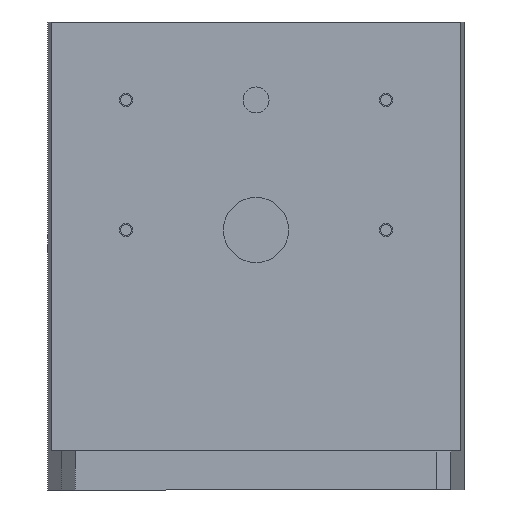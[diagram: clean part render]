
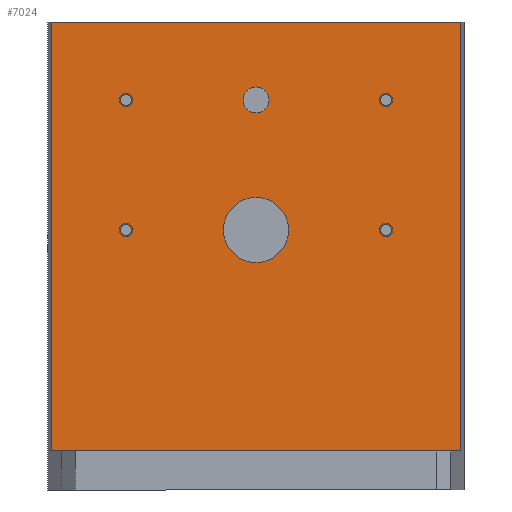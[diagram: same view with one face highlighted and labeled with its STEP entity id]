
A CAD part, front view. The second image highlights one B-rep face of the part: STEP entity #7024.
In plain terms, the highlighted planar face has unit normal (0, -1, 0).
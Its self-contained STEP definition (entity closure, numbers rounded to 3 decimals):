
#5062=VERTEX_POINT('',#14156);
#5200=EDGE_CURVE('',#8990,#7430,#14307,.T.);
#5214=VERTEX_POINT('',#14324);
#5784=VERTEX_POINT('',#14977);
#5822=EDGE_CURVE('',#11518,#8996,#15021,.T.);
#5872=EDGE_CURVE('',#5784,#11018,#15078,.T.);
#6134=EDGE_CURVE('',#8996,#11518,#15375,.T.);
#6252=VERTEX_POINT('',#15507);
#7024=ADVANCED_FACE('',(#16385,#16386,#16387,#16388,#16389,#16390,#16391),#16392,.T.);
#7158=EDGE_CURVE('',#13404,#11102,#16540,.T.);
#7430=VERTEX_POINT('',#16846);
#7792=VERTEX_POINT('',#17246);
#8804=VERTEX_POINT('',#18394);
#8990=VERTEX_POINT('',#18607);
#8996=VERTEX_POINT('',#18613);
#9184=VERTEX_POINT('',#18819);
#9378=EDGE_CURVE('',#9992,#9184,#19044,.T.);
#9790=EDGE_CURVE('',#5214,#8804,#19502,.T.);
#9992=VERTEX_POINT('',#19731);
#10466=EDGE_CURVE('',#11572,#7792,#20269,.T.);
#10678=EDGE_CURVE('',#7792,#11572,#20507,.T.);
#11018=VERTEX_POINT('',#20886);
#11102=VERTEX_POINT('',#20983);
#11256=EDGE_CURVE('',#5062,#6252,#21148,.T.);
#11518=VERTEX_POINT('',#21437);
#11572=VERTEX_POINT('',#21496);
#11892=EDGE_CURVE('',#8804,#5214,#21852,.T.);
#12248=EDGE_CURVE('',#11018,#5784,#22263,.T.);
#12648=EDGE_CURVE('',#6252,#5062,#22718,.T.);
#13136=EDGE_CURVE('',#9992,#7430,#23269,.T.);
#13186=EDGE_CURVE('',#11102,#13404,#23323,.T.);
#13324=EDGE_CURVE('',#9184,#8990,#23479,.T.);
#13404=VERTEX_POINT('',#23570);
#14156=CARTESIAN_POINT('',(100.,-30.,304.188));
#14307=LINE('',#24715,#24716);
#14324=CARTESIAN_POINT('',(-100.0,-30.,204.188));
#14977=CARTESIAN_POINT('',(0.,-30.,290.0));
#15021=CIRCLE('',#25625,4.188);
#15078=CIRCLE('',#25703,10.);
#15375=CIRCLE('',#26087,4.188);
#15507=CARTESIAN_POINT('',(100.,-30.0,295.812));
#16385=FACE_BOUND('',#27369,.T.);
#16386=FACE_BOUND('',#27370,.T.);
#16387=FACE_BOUND('',#27371,.T.);
#16388=FACE_BOUND('',#27372,.T.);
#16389=FACE_BOUND('',#27373,.T.);
#16390=FACE_BOUND('',#27374,.T.);
#16391=FACE_OUTER_BOUND('',#27375,.T.);
#16392=PLANE('',#27376);
#16540=CIRCLE('',#27574,25.0);
#16846=CARTESIAN_POINT('',(157.375,-30.,360.0));
#17246=CARTESIAN_POINT('',(100.,-30.0,195.812));
#18394=CARTESIAN_POINT('',(-100.0,-30.0,195.812));
#18607=CARTESIAN_POINT('',(157.375,-30.,30.0));
#18613=CARTESIAN_POINT('',(-100.0,-30.0,295.812));
#18819=CARTESIAN_POINT('',(-157.375,-30.0,30.0));
#19044=LINE('',#30812,#30813);
#19502=CIRCLE('',#31400,4.188);
#19731=CARTESIAN_POINT('',(-157.375,-30.0,360.0));
#20269=CIRCLE('',#32403,4.188);
#20507=CIRCLE('',#32711,4.188);
#20886=CARTESIAN_POINT('',(0.,-30.,310.0));
#20983=CARTESIAN_POINT('',(0.,-30.0,225.0));
#21148=CIRCLE('',#33535,4.188);
#21437=CARTESIAN_POINT('',(-100.0,-30.,304.188));
#21496=CARTESIAN_POINT('',(100.,-30.,204.188));
#21852=CIRCLE('',#34448,4.188);
#22263=CIRCLE('',#34968,10.);
#22718=CIRCLE('',#35554,4.188);
#23269=LINE('',#36261,#36262);
#23323=CIRCLE('',#36334,25.0);
#23479=LINE('',#36531,#36532);
#23570=CARTESIAN_POINT('',(0.,-30.,175.0));
#24715=CARTESIAN_POINT('',(157.375,-30.,15.0));
#24716=VECTOR('',#37789,1.0);
#25625=AXIS2_PLACEMENT_3D('',#38838,#38839,#38840);
#25703=AXIS2_PLACEMENT_3D('',#38922,#38923,#38924);
#26087=AXIS2_PLACEMENT_3D('',#39356,#39357,#39358);
#27369=EDGE_LOOP('',(#40827,#40828));
#27370=EDGE_LOOP('',(#40829,#40830));
#27371=EDGE_LOOP('',(#40831,#40832));
#27372=EDGE_LOOP('',(#40833,#40834));
#27373=EDGE_LOOP('',(#40835,#40836));
#27374=EDGE_LOOP('',(#40837,#40838));
#27375=EDGE_LOOP('',(#40839,#40840,#40841,#40842));
#27376=AXIS2_PLACEMENT_3D('',#40843,#40844,#40845);
#27574=AXIS2_PLACEMENT_3D('',#41045,#41046,#41047);
#30812=CARTESIAN_POINT('',(-157.375,-30.,15.0));
#30813=VECTOR('',#44576,1.0);
#31400=AXIS2_PLACEMENT_3D('',#45194,#45195,#45196);
#32403=AXIS2_PLACEMENT_3D('',#46341,#46342,#46343);
#32711=AXIS2_PLACEMENT_3D('',#46659,#46660,#46661);
#33535=AXIS2_PLACEMENT_3D('',#47492,#47493,#47494);
#34448=AXIS2_PLACEMENT_3D('',#48393,#48394,#48395);
#34968=AXIS2_PLACEMENT_3D('',#49038,#49039,#49040);
#35554=AXIS2_PLACEMENT_3D('',#49704,#49705,#49706);
#36261=CARTESIAN_POINT('',(0.,-30.,360.0));
#36262=VECTOR('',#50501,1.0);
#36334=AXIS2_PLACEMENT_3D('',#50565,#50566,#50567);
#36531=CARTESIAN_POINT('',(0.,-30.,30.0));
#36532=VECTOR('',#50795,1.0);
#37789=DIRECTION('',(0.,0.,1.0));
#38838=CARTESIAN_POINT('',(-100.0,-30.,300.0));
#38839=DIRECTION('',(0.,1.0,0.0));
#38840=DIRECTION('',(0.,0.,-1.0));
#38922=CARTESIAN_POINT('',(0.,-30.,300.0));
#38923=DIRECTION('',(0.,1.0,0.));
#38924=DIRECTION('',(0.,0.,1.0));
#39356=CARTESIAN_POINT('',(-100.0,-30.,300.0));
#39357=DIRECTION('',(0.,1.0,0.0));
#39358=DIRECTION('',(0.,0.,-1.0));
#40827=ORIENTED_EDGE('',*,*,#12248,.T.);
#40828=ORIENTED_EDGE('',*,*,#5872,.T.);
#40829=ORIENTED_EDGE('',*,*,#13186,.T.);
#40830=ORIENTED_EDGE('',*,*,#7158,.T.);
#40831=ORIENTED_EDGE('',*,*,#6134,.T.);
#40832=ORIENTED_EDGE('',*,*,#5822,.T.);
#40833=ORIENTED_EDGE('',*,*,#12648,.T.);
#40834=ORIENTED_EDGE('',*,*,#11256,.T.);
#40835=ORIENTED_EDGE('',*,*,#11892,.T.);
#40836=ORIENTED_EDGE('',*,*,#9790,.T.);
#40837=ORIENTED_EDGE('',*,*,#10678,.T.);
#40838=ORIENTED_EDGE('',*,*,#10466,.T.);
#40839=ORIENTED_EDGE('',*,*,#5200,.T.);
#40840=ORIENTED_EDGE('',*,*,#13136,.F.);
#40841=ORIENTED_EDGE('',*,*,#9378,.T.);
#40842=ORIENTED_EDGE('',*,*,#13324,.T.);
#40843=CARTESIAN_POINT('',(0.,-30.,30.0));
#40844=DIRECTION('',(0.,-1.0,0.0));
#40845=DIRECTION('',(1.0,0.,0.));
#41045=CARTESIAN_POINT('',(0.,-30.,200.0));
#41046=DIRECTION('',(0.,1.0,0.));
#41047=DIRECTION('',(0.,0.,1.0));
#44576=DIRECTION('',(0.,0.,-1.0));
#45194=CARTESIAN_POINT('',(-100.0,-30.,200.0));
#45195=DIRECTION('',(0.,1.0,0.0));
#45196=DIRECTION('',(0.,0.,-1.0));
#46341=CARTESIAN_POINT('',(100.,-30.,200.0));
#46342=DIRECTION('',(0.,1.0,0.0));
#46343=DIRECTION('',(0.,0.,-1.0));
#46659=CARTESIAN_POINT('',(100.,-30.,200.0));
#46660=DIRECTION('',(0.,1.0,0.0));
#46661=DIRECTION('',(0.,0.,-1.0));
#47492=CARTESIAN_POINT('',(100.,-30.,300.0));
#47493=DIRECTION('',(0.,1.0,0.0));
#47494=DIRECTION('',(0.,0.,-1.0));
#48393=CARTESIAN_POINT('',(-100.0,-30.,200.0));
#48394=DIRECTION('',(0.,1.0,0.0));
#48395=DIRECTION('',(0.,0.,-1.0));
#49038=CARTESIAN_POINT('',(0.,-30.,300.0));
#49039=DIRECTION('',(0.,1.0,0.));
#49040=DIRECTION('',(0.,0.,1.0));
#49704=CARTESIAN_POINT('',(100.,-30.,300.0));
#49705=DIRECTION('',(0.,1.0,0.0));
#49706=DIRECTION('',(0.,0.,-1.0));
#50501=DIRECTION('',(1.0,0.,0.));
#50565=CARTESIAN_POINT('',(0.,-30.,200.0));
#50566=DIRECTION('',(0.,1.0,0.));
#50567=DIRECTION('',(0.,0.,1.0));
#50795=DIRECTION('',(1.0,0.,0.));
